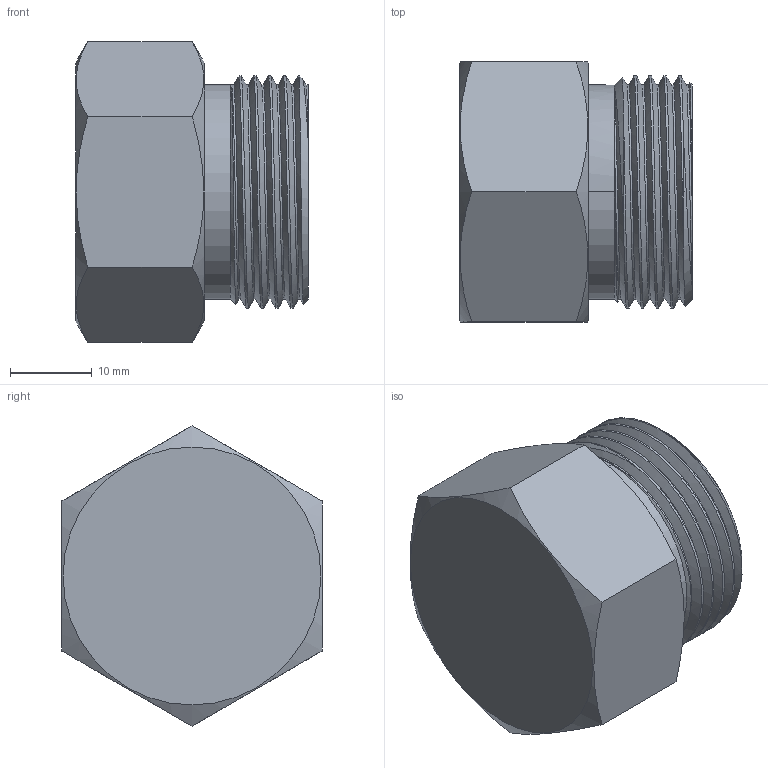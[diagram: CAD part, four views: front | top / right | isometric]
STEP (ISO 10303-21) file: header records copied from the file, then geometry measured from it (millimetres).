
FILE_DESCRIPTION (( 'STEP AP203' ), '1' );
FILE_NAME ('AD-705MSS-BL.STEP', '2025-08-08T12:12:49', ( '' ), ( '' ), 'SwSTEP 2.0', 'SolidWorks 2018', '' );
FILE_SCHEMA (( 'CONFIG_CONTROL_DESIGN' ));
Length unit declared in the file: inch
Products named in the file (1): AD-705MSS-BL
Bounding box: 28.45 x 31.75 x 36.66 mm (x, y, z)
Volume: 18290.7 mm3; surface area: 6001.6 mm2
Topology: 1 solids, 1 shells, 132 faces, 353 edges, 230 vertices
Faces by surface type: bspline 53, plane 32, cone 31, cylinder 16
Entity records: 11399 total; most frequent: CARTESIAN_POINT 8542, ORIENTED_EDGE 702, DIRECTION 363, EDGE_CURVE 351, VERTEX_POINT 230, B_SPLINE_CURVE_WITH_KNOTS 157, VECTOR 145, LINE 145
